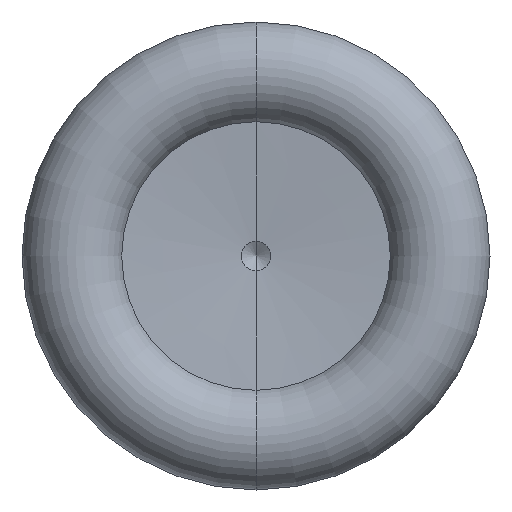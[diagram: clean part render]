
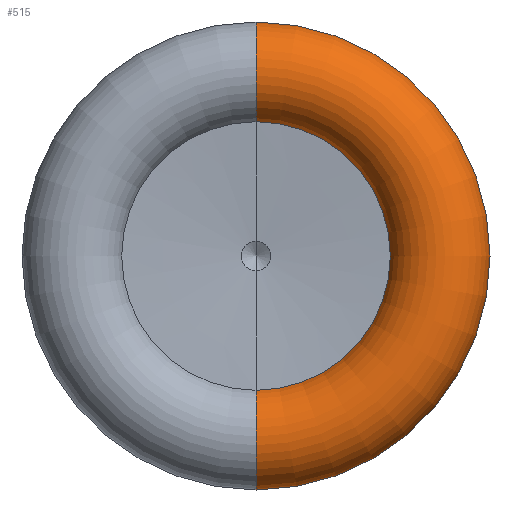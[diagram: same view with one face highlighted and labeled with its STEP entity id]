
A CAD part, front view. The second image highlights one B-rep face of the part: STEP entity #515.
In plain terms, the highlighted toroidal (fillet/blend) face has major radius 12.5 mm and minor radius 3.5 mm.
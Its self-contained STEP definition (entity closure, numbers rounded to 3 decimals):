
#9 = AXIS2_PLACEMENT_3D ( 'NONE', #95, #365, #320 ) ;
#45 = DIRECTION ( 'NONE',  ( 0., 1., 0. ) ) ;
#46 = CARTESIAN_POINT ( 'NONE',  ( 0., 3.5, 12.5 ) ) ;
#52 = DIRECTION ( 'NONE',  ( 0., 0., 1. ) ) ;
#95 = CARTESIAN_POINT ( 'NONE',  ( 0., 3.5, -12.5 ) ) ;
#117 = ORIENTED_EDGE ( 'NONE', *, *, #656, .T. ) ;
#134 = AXIS2_PLACEMENT_3D ( 'NONE', #46, #631, #52 ) ;
#136 = CARTESIAN_POINT ( 'NONE',  ( 0., 3.5, 0. ) ) ;
#146 = DIRECTION ( 'NONE',  ( 0., 1., 0. ) ) ;
#183 = EDGE_LOOP ( 'NONE', ( #245, #117, #685, #639 ) ) ;
#207 = CARTESIAN_POINT ( 'NONE',  ( 0., 2.398, -9.178 ) ) ;
#233 = AXIS2_PLACEMENT_3D ( 'NONE', #457, #45, #623 ) ;
#245 = ORIENTED_EDGE ( 'NONE', *, *, #566, .T. ) ;
#280 = VERTEX_POINT ( 'NONE', #603 ) ;
#293 = CARTESIAN_POINT ( 'NONE',  ( 0., 6.372, 14.5 ) ) ;
#303 = DIRECTION ( 'NONE',  ( 0., 0., 1. ) ) ;
#307 = CARTESIAN_POINT ( 'NONE',  ( 0., 2.398, 0. ) ) ;
#320 = DIRECTION ( 'NONE',  ( 0., 0., -1. ) ) ;
#333 = AXIS2_PLACEMENT_3D ( 'NONE', #136, #674, #303 ) ;
#344 = VERTEX_POINT ( 'NONE', #504 ) ;
#365 = DIRECTION ( 'NONE',  ( 1., 0., 0. ) ) ;
#401 = TOROIDAL_SURFACE ( 'NONE', #333, 12.5, 3.5 ) ;
#411 = CIRCLE ( 'NONE', #134, 3.5 ) ;
#426 = CIRCLE ( 'NONE', #9, 3.5 ) ;
#441 = FACE_OUTER_BOUND ( 'NONE', #183, .T. ) ;
#443 = VERTEX_POINT ( 'NONE', #293 ) ;
#457 = CARTESIAN_POINT ( 'NONE',  ( 0., 6.372, 0. ) ) ;
#467 = DIRECTION ( 'NONE',  ( 0., 0., -1. ) ) ;
#504 = CARTESIAN_POINT ( 'NONE',  ( 0., 2.398, 9.178 ) ) ;
#505 = EDGE_CURVE ( 'NONE', #443, #280, #616, .T. ) ;
#515 = ADVANCED_FACE ( 'NONE', ( #441 ), #401, .T. ) ;
#566 = EDGE_CURVE ( 'NONE', #344, #651, #647, .T. ) ;
#603 = CARTESIAN_POINT ( 'NONE',  ( 0., 6.372, -14.5 ) ) ;
#616 = CIRCLE ( 'NONE', #233, 14.5 ) ;
#623 = DIRECTION ( 'NONE',  ( 0., 0., -1. ) ) ;
#631 = DIRECTION ( 'NONE',  ( -1., 0., 0. ) ) ;
#639 = ORIENTED_EDGE ( 'NONE', *, *, #645, .F. ) ;
#645 = EDGE_CURVE ( 'NONE', #344, #443, #411, .T. ) ;
#647 = CIRCLE ( 'NONE', #650, 9.178 ) ;
#650 = AXIS2_PLACEMENT_3D ( 'NONE', #307, #146, #467 ) ;
#651 = VERTEX_POINT ( 'NONE', #207 ) ;
#656 = EDGE_CURVE ( 'NONE', #651, #280, #426, .T. ) ;
#674 = DIRECTION ( 'NONE',  ( 0., 1., 0. ) ) ;
#685 = ORIENTED_EDGE ( 'NONE', *, *, #505, .F. ) ;
